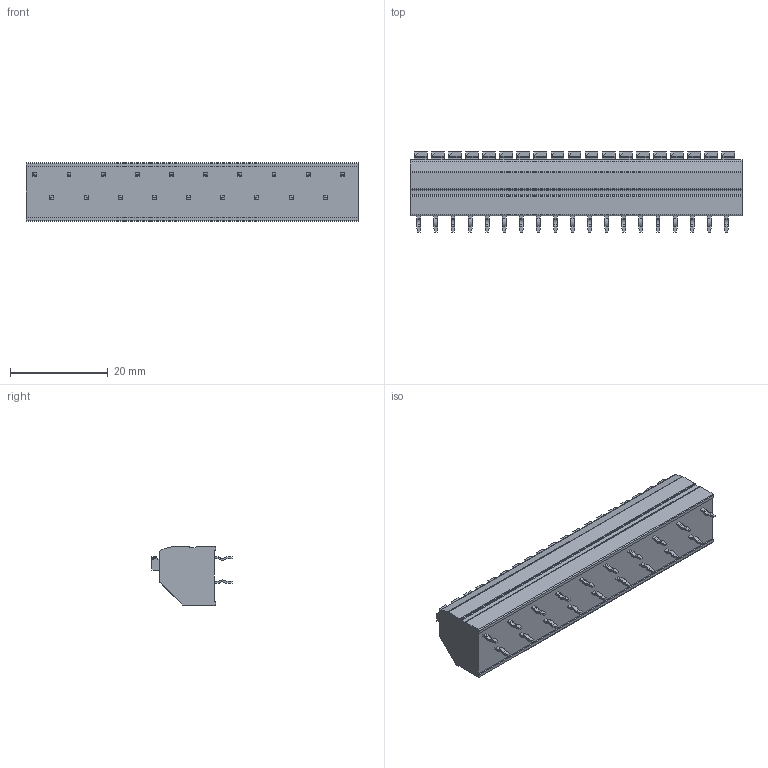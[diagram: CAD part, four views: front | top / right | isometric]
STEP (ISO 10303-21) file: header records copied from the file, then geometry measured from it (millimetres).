
FILE_DESCRIPTION((''),'2;1');
FILE_NAME('TLM-002C-XXP','2024-11-02T14:42:03',('tluser'),(''),'CREO PARAMETRIC BY PTC INC, 2018100','CREO PARAMETRIC BY PTC INC, 2018100','');
FILE_SCHEMA(('AUTOMOTIVE_DESIGN { 1 0 10303 214 1 1 1 1 }'));
Length unit declared in the file: millimetre
Products named in the file (1): TLM-002C-XXP
Bounding box: 68 x 16.4 x 12 mm (x, y, z)
Volume: 8008.1 mm3; surface area: 4345.4 mm2
Topology: 1 solids, 1 shells, 881 faces, 2371 edges, 1530 vertices
Faces by surface type: plane 605, cylinder 200, cone 76
Entity records: 27728 total; most frequent: CARTESIAN_POINT 5598, ORIENTED_EDGE 4742, DIRECTION 4375, EDGE_CURVE 2371, VECTOR 1724, LINE 1724, VERTEX_POINT 1530, AXIS2_PLACEMENT_3D 1324
